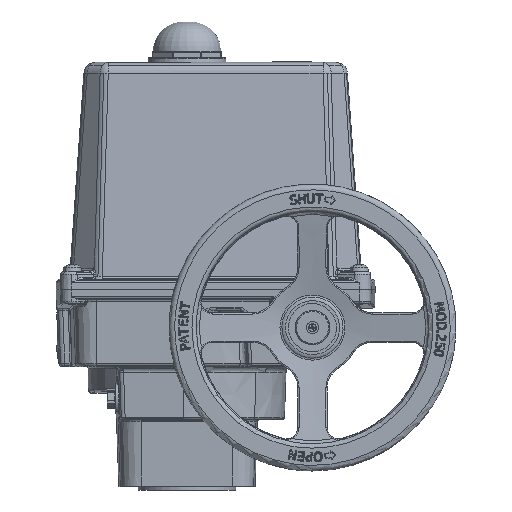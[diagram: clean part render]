
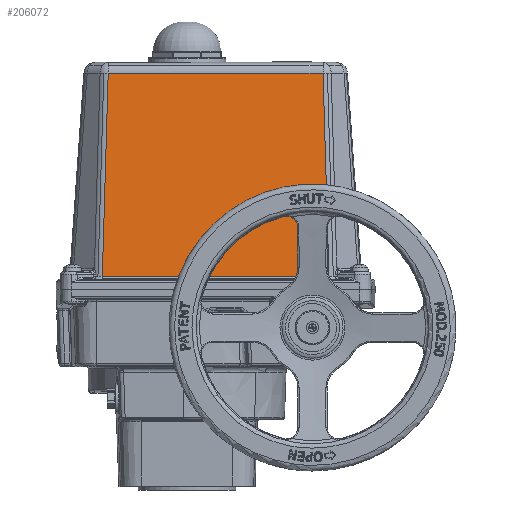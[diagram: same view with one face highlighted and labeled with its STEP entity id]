
A CAD part, left-side view. The second image highlights one B-rep face of the part: STEP entity #206072.
In plain terms, the highlighted planar face has unit normal (-0.998, 0, 0.07).
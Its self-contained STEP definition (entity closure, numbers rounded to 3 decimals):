
#192536=CARTESIAN_POINT('',(-100.676,73.717,183.291));
#192537=VERTEX_POINT('',#192536);
#193615=CARTESIAN_POINT('',(-100.676,-123.717,183.291));
#193616=VERTEX_POINT('',#193615);
#203302=CARTESIAN_POINT('',(-100.676,-123.717,183.291));
#203303=DIRECTION('',(-0.,1.,0.));
#203304=VECTOR('',#203303,197.435);
#203305=LINE('',#203302,#203304);
#203306=EDGE_CURVE('',#193616,#192537,#203305,.T.);
#203849=CARTESIAN_POINT('',(-88.305,68.593,360.198));
#203850=VERTEX_POINT('',#203849);
#203851=CARTESIAN_POINT('',(-100.676,73.717,183.291));
#203852=DIRECTION('',(0.07,-0.029,0.997));
#203853=VECTOR('',#203852,177.413);
#203854=LINE('',#203851,#203853);
#203855=EDGE_CURVE('',#192537,#203850,#203854,.T.);
#204509=CARTESIAN_POINT('',(-88.305,-118.593,360.198));
#204510=VERTEX_POINT('',#204509);
#206051=CARTESIAN_POINT('',(-101.5,-128.191,171.5));
#206052=DIRECTION('',(-0.998,-0.,0.07));
#206053=DIRECTION('',(0.,-1.,-0.));
#206054=AXIS2_PLACEMENT_3D('',#206051,#206052,#206053);
#206055=PLANE('',#206054);
#206056=ORIENTED_EDGE('',*,*,#203306,.F.);
#206057=CARTESIAN_POINT('',(-88.305,-118.593,360.198));
#206058=DIRECTION('',(-0.07,-0.029,-0.997));
#206059=VECTOR('',#206058,177.413);
#206060=LINE('',#206057,#206059);
#206061=EDGE_CURVE('',#204510,#193616,#206060,.T.);
#206062=ORIENTED_EDGE('',*,*,#206061,.F.);
#206063=CARTESIAN_POINT('',(-88.305,68.593,360.198));
#206064=DIRECTION('',(0.,-1.,-0.));
#206065=VECTOR('',#206064,187.187);
#206066=LINE('',#206063,#206065);
#206067=EDGE_CURVE('',#203850,#204510,#206066,.T.);
#206068=ORIENTED_EDGE('',*,*,#206067,.F.);
#206069=ORIENTED_EDGE('',*,*,#203855,.F.);
#206070=EDGE_LOOP('',(#206056,#206062,#206068,#206069));
#206071=FACE_BOUND('',#206070,.T.);
#206072=ADVANCED_FACE('',(#206071),#206055,.T.);
